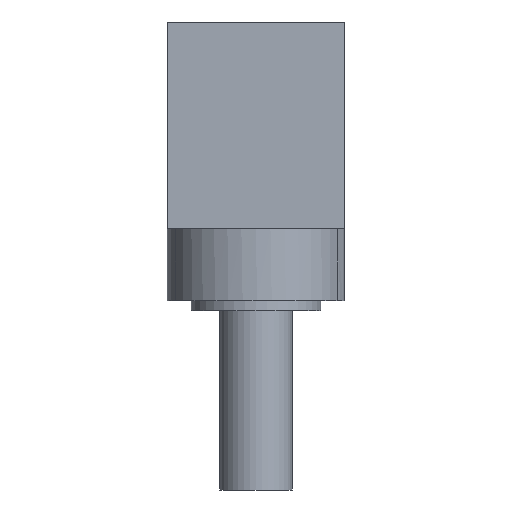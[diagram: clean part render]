
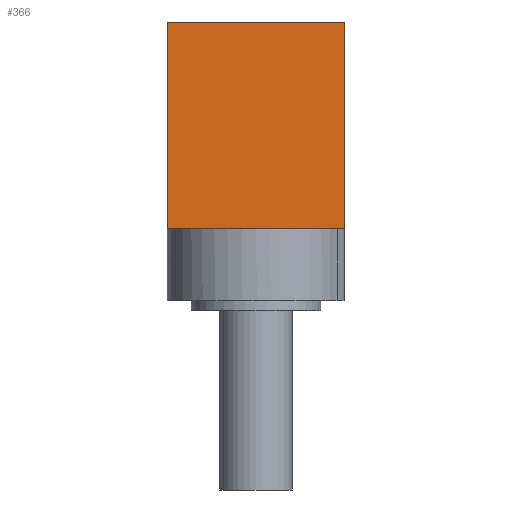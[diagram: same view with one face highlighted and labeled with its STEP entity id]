
A CAD part, front view. The second image highlights one B-rep face of the part: STEP entity #366.
In plain terms, the highlighted planar face has unit normal (0, -1, 0).
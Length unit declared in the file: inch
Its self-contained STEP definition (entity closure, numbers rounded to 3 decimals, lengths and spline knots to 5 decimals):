
#199 = ORIENTED_EDGE ( 'NONE', *, *, #2670, .F. ) ;
#315 = AXIS2_PLACEMENT_3D ( 'NONE', #3559, #3961, #1887 ) ;
#330 = VERTEX_POINT ( 'NONE', #3911 ) ;
#366 = ADVANCED_FACE ( 'NONE', ( #1630 ), #637, .T. ) ;
#444 = DIRECTION ( 'NONE',  ( 1., 0., 0. ) ) ;
#633 = VECTOR ( 'NONE', #921, 39.37008 ) ;
#637 = PLANE ( 'NONE',  #315 ) ;
#731 = DIRECTION ( 'NONE',  ( 1., 0., 0. ) ) ;
#910 = CARTESIAN_POINT ( 'NONE',  ( -0.00064, -0.18494, -0.43065 ) ) ;
#921 = DIRECTION ( 'NONE',  ( 0., 0., 1. ) ) ;
#937 = CARTESIAN_POINT ( 'NONE',  ( -0.185, -0.18494, -0.58065 ) ) ;
#945 = CARTESIAN_POINT ( 'NONE',  ( -0.185, -0.18494, 0. ) ) ;
#1067 = LINE ( 'NONE', #4911, #3246 ) ;
#1327 = VERTEX_POINT ( 'NONE', #3527 ) ;
#1441 = CARTESIAN_POINT ( 'NONE',  ( -0.185, -0.18494, -0.43065 ) ) ;
#1603 = LINE ( 'NONE', #945, #3731 ) ;
#1630 = FACE_OUTER_BOUND ( 'NONE', #2907, .T. ) ;
#1673 = CARTESIAN_POINT ( 'NONE',  ( -0.185, -0.18494, -0.43065 ) ) ;
#1695 = VERTEX_POINT ( 'NONE', #910 ) ;
#1715 = LINE ( 'NONE', #937, #633 ) ;
#1887 = DIRECTION ( 'NONE',  ( 0., 0., -1. ) ) ;
#2029 = VERTEX_POINT ( 'NONE', #4528 ) ;
#2629 = VECTOR ( 'NONE', #731, 39.37008 ) ;
#2670 = EDGE_CURVE ( 'NONE', #2029, #330, #1603, .T. ) ;
#2712 = VECTOR ( 'NONE', #444, 39.37008 ) ;
#2791 = CARTESIAN_POINT ( 'NONE',  ( -0.185, -0.18494, -0.43065 ) ) ;
#2907 = EDGE_LOOP ( 'NONE', ( #5049, #4894, #3520, #3104, #199 ) ) ;
#3017 = DIRECTION ( 'NONE',  ( 1., 0., 0. ) ) ;
#3104 = ORIENTED_EDGE ( 'NONE', *, *, #4858, .T. ) ;
#3167 = EDGE_CURVE ( 'NONE', #4135, #2029, #1715, .T. ) ;
#3246 = VECTOR ( 'NONE', #5317, 39.37008 ) ;
#3520 = ORIENTED_EDGE ( 'NONE', *, *, #3818, .T. ) ;
#3527 = CARTESIAN_POINT ( 'NONE',  ( 0.185, -0.18494, -0.43065 ) ) ;
#3559 = CARTESIAN_POINT ( 'NONE',  ( -0.185, -0.18494, -0.58065 ) ) ;
#3731 = VECTOR ( 'NONE', #3017, 39.37008 ) ;
#3818 = EDGE_CURVE ( 'NONE', #1695, #1327, #4688, .T. ) ;
#3911 = CARTESIAN_POINT ( 'NONE',  ( 0.185, -0.18494, 0. ) ) ;
#3961 = DIRECTION ( 'NONE',  ( 0., -1., 0. ) ) ;
#4135 = VERTEX_POINT ( 'NONE', #1441 ) ;
#4234 = EDGE_CURVE ( 'NONE', #4135, #1695, #5316, .T. ) ;
#4528 = CARTESIAN_POINT ( 'NONE',  ( -0.185, -0.18494, 0. ) ) ;
#4688 = LINE ( 'NONE', #1673, #2712 ) ;
#4858 = EDGE_CURVE ( 'NONE', #1327, #330, #1067, .T. ) ;
#4894 = ORIENTED_EDGE ( 'NONE', *, *, #4234, .T. ) ;
#4911 = CARTESIAN_POINT ( 'NONE',  ( 0.185, -0.18494, -0.58065 ) ) ;
#5049 = ORIENTED_EDGE ( 'NONE', *, *, #3167, .F. ) ;
#5316 = LINE ( 'NONE', #2791, #2629 ) ;
#5317 = DIRECTION ( 'NONE',  ( 0., 0., 1. ) ) ;
